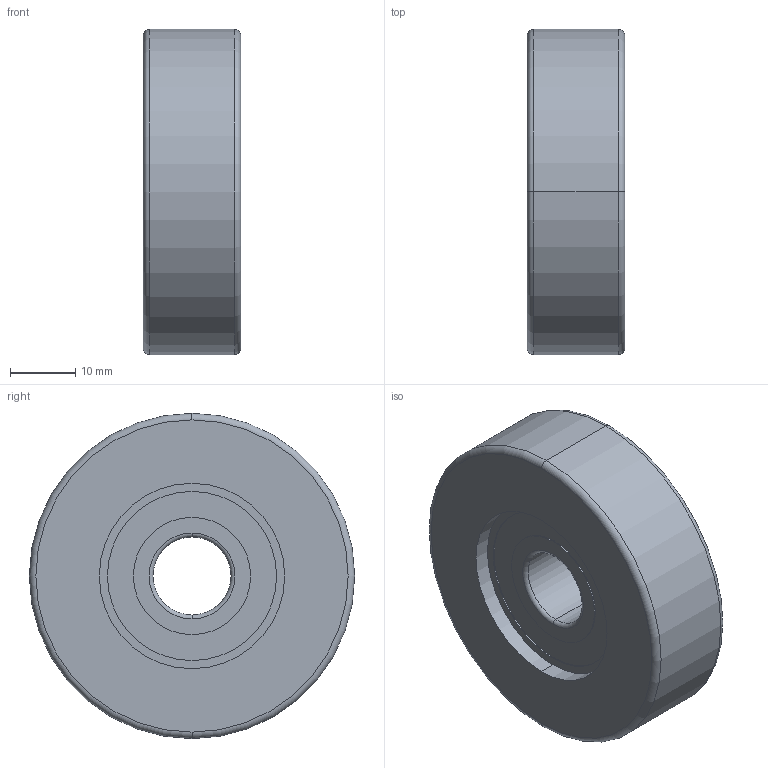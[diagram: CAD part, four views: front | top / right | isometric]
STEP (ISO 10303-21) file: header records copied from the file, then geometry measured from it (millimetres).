
FILE_DESCRIPTION (( 'STEP AP214' ), '1' );
FILE_NAME ('0028240_FPVO-050-15-10-K12_(A-01).step', '2019-01-16T12:16:16', ( '' ), ( '' ), 'SwSTEP 2.0', 'SolidWorks 2018', '' );
FILE_SCHEMA (( 'AUTOMOTIVE_DESIGN' ));
Length unit declared in the file: millimetre
Products named in the file (1): 0028240_FPVO-050-15-10-K12_(A-01)
Bounding box: 15 x 50 x 50 mm (x, y, z)
Volume: 24081.5 mm3; surface area: 11411.1 mm2
Topology: 4 solids, 4 shells, 56 faces, 112 edges, 68 vertices
Faces by surface type: cylinder 28, torus 16, plane 12
Entity records: 2173 total; most frequent: DIRECTION 310, CARTESIAN_POINT 237, ORIENTED_EDGE 224, AXIS2_PLACEMENT_3D 141, EDGE_CURVE 112, CIRCLE 84, VERTEX_POINT 68, EDGE_LOOP 68
